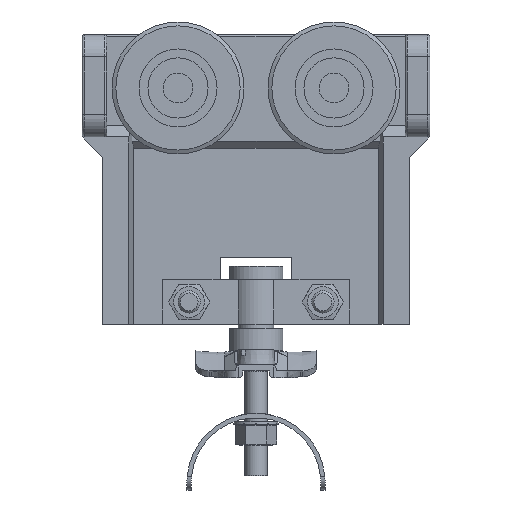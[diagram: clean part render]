
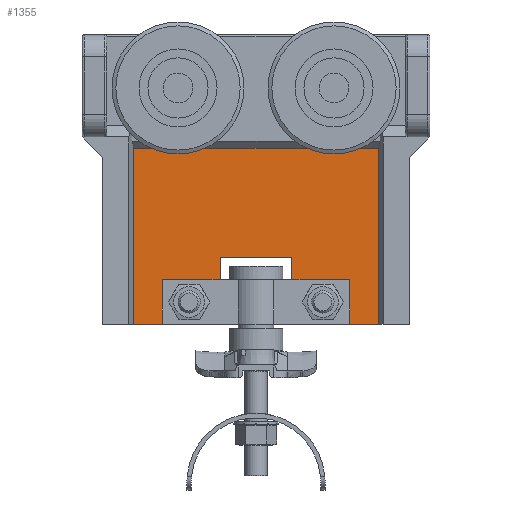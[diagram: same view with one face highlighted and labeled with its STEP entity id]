
A CAD part, front view. The second image highlights one B-rep face of the part: STEP entity #1355.
In plain terms, the highlighted planar face has unit normal (0, -1, 0).
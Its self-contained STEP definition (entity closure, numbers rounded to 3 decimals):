
#1355=ADVANCED_FACE('NONE',(#2707,#2708,#2709),#2710,.F.);
#2707=FACE_OUTER_BOUND('',#4842,.T.);
#2708=FACE_BOUND('',#4843,.T.);
#2709=FACE_BOUND('',#4844,.T.);
#2710=PLANE('',#4845);
#4842=EDGE_LOOP('',(#10859,#10860,#10861,#10862,#10863,#10864,#10865,#10866,#10867,#10868,#10869,#10870));
#4843=EDGE_LOOP('',(#10871));
#4844=EDGE_LOOP('',(#10872));
#4845=AXIS2_PLACEMENT_3D('',#10873,#10874,#10875);
#10859=ORIENTED_EDGE('',*,*,#15018,.F.);
#10860=ORIENTED_EDGE('',*,*,#15019,.F.);
#10861=ORIENTED_EDGE('',*,*,#15020,.F.);
#10862=ORIENTED_EDGE('',*,*,#15021,.F.);
#10863=ORIENTED_EDGE('',*,*,#15022,.F.);
#10864=ORIENTED_EDGE('',*,*,#15023,.F.);
#10865=ORIENTED_EDGE('',*,*,#15024,.F.);
#10866=ORIENTED_EDGE('',*,*,#15025,.F.);
#10867=ORIENTED_EDGE('',*,*,#15026,.F.);
#10868=ORIENTED_EDGE('',*,*,#15027,.T.);
#10869=ORIENTED_EDGE('',*,*,#15028,.T.);
#10870=ORIENTED_EDGE('',*,*,#15029,.F.);
#10871=ORIENTED_EDGE('',*,*,#15030,.F.);
#10872=ORIENTED_EDGE('',*,*,#15031,.F.);
#10873=CARTESIAN_POINT('',(58.077,-35.679,67.916));
#10874=DIRECTION('',(0.,1.,0.));
#10875=DIRECTION('',(1.,0.,0.));
#15018=EDGE_CURVE('NONE',#16808,#16809,#16810,.T.);
#15019=EDGE_CURVE('NONE',#16811,#16808,#16812,.T.);
#15020=EDGE_CURVE('NONE',#16813,#16811,#16814,.T.);
#15021=EDGE_CURVE('NONE',#16815,#16813,#16816,.T.);
#15022=EDGE_CURVE('NONE',#16817,#16815,#16818,.T.);
#15023=EDGE_CURVE('NONE',#16819,#16817,#16820,.T.);
#15024=EDGE_CURVE('NONE',#16821,#16819,#16822,.T.);
#15025=EDGE_CURVE('NONE',#16823,#16821,#16824,.T.);
#15026=EDGE_CURVE('NONE',#16825,#16823,#16826,.T.);
#15027=EDGE_CURVE('NONE',#16825,#16827,#16828,.T.);
#15028=EDGE_CURVE('NONE',#16827,#16829,#16830,.T.);
#15029=EDGE_CURVE('NONE',#16809,#16829,#16831,.T.);
#15030=EDGE_CURVE('NONE',#16832,#16832,#16833,.T.);
#15031=EDGE_CURVE('NONE',#16834,#16834,#16835,.T.);
#16808=VERTEX_POINT('NONE',#19464);
#16809=VERTEX_POINT('NONE',#19465);
#16810=LINE('',#19466,#19467);
#16811=VERTEX_POINT('NONE',#19468);
#16812=LINE('',#19469,#19470);
#16813=VERTEX_POINT('NONE',#19471);
#16814=LINE('',#19472,#19473);
#16815=VERTEX_POINT('NONE',#19474);
#16816=LINE('',#19475,#19476);
#16817=VERTEX_POINT('NONE',#19477);
#16818=LINE('',#19478,#19479);
#16819=VERTEX_POINT('NONE',#19480);
#16820=LINE('',#19481,#19482);
#16821=VERTEX_POINT('NONE',#19483);
#16822=LINE('',#19484,#19485);
#16823=VERTEX_POINT('NONE',#19486);
#16824=LINE('',#19487,#19488);
#16825=VERTEX_POINT('NONE',#19489);
#16826=LINE('',#19490,#19491);
#16827=VERTEX_POINT('NONE',#19492);
#16828=LINE('',#19493,#19494);
#16829=VERTEX_POINT('NONE',#19495);
#16830=LINE('',#19496,#19497);
#16831=LINE('',#19498,#19499);
#16832=VERTEX_POINT('',#19500);
#16833=CIRCLE('',#19501,2.75);
#16834=VERTEX_POINT('',#19502);
#16835=CIRCLE('',#19503,2.75);
#19464=CARTESIAN_POINT('',(81.005,-35.679,67.916));
#19465=CARTESIAN_POINT('',(58.077,-35.679,67.916));
#19466=CARTESIAN_POINT('',(58.077,-35.679,67.916));
#19467=VECTOR('',#23729,1.);
#19468=CARTESIAN_POINT('',(81.005,-35.679,77.916));
#19469=CARTESIAN_POINT('',(81.005,-35.679,77.916));
#19470=VECTOR('',#23730,1.);
#19471=CARTESIAN_POINT('',(77.505,-35.679,77.916));
#19472=CARTESIAN_POINT('',(77.505,-35.679,77.916));
#19473=VECTOR('',#23731,1.);
#19474=CARTESIAN_POINT('',(77.505,-35.679,82.916));
#19475=CARTESIAN_POINT('',(77.505,-35.679,82.916));
#19476=VECTOR('',#23732,1.);
#19477=CARTESIAN_POINT('',(93.505,-35.679,82.916));
#19478=CARTESIAN_POINT('',(93.505,-35.679,82.916));
#19479=VECTOR('',#23733,1.);
#19480=CARTESIAN_POINT('',(93.505,-35.679,77.916));
#19481=CARTESIAN_POINT('',(93.505,-35.679,77.916));
#19482=VECTOR('',#23734,1.);
#19483=CARTESIAN_POINT('',(90.005,-35.679,77.916));
#19484=CARTESIAN_POINT('',(90.005,-35.679,77.916));
#19485=VECTOR('',#23735,1.);
#19486=CARTESIAN_POINT('',(90.005,-35.679,67.916));
#19487=CARTESIAN_POINT('',(90.005,-35.679,67.916));
#19488=VECTOR('',#23736,1.);
#19489=CARTESIAN_POINT('',(112.933,-35.679,67.916));
#19490=CARTESIAN_POINT('',(58.077,-35.679,67.916));
#19491=VECTOR('',#23737,1.);
#19492=CARTESIAN_POINT('',(112.933,-35.679,107.416));
#19493=CARTESIAN_POINT('',(112.933,-35.679,67.916));
#19494=VECTOR('',#23738,1.);
#19495=CARTESIAN_POINT('',(58.077,-35.679,107.416));
#19496=CARTESIAN_POINT('',(119.005,-35.679,107.416));
#19497=VECTOR('',#23739,1.);
#19498=CARTESIAN_POINT('',(58.077,-35.679,67.916));
#19499=VECTOR('',#23740,1.);
#19500=CARTESIAN_POINT('',(70.505,-35.679,70.166));
#19501=AXIS2_PLACEMENT_3D('',#23741,#23742,#23743);
#19502=CARTESIAN_POINT('',(100.505,-35.679,70.166));
#19503=AXIS2_PLACEMENT_3D('',#23744,#23745,#23746);
#23729=DIRECTION('',(-1.,0.,0.));
#23730=DIRECTION('',(0.,0.,-1.));
#23731=DIRECTION('',(1.,0.,0.));
#23732=DIRECTION('',(0.,0.,-1.));
#23733=DIRECTION('',(-1.,0.,0.));
#23734=DIRECTION('',(0.,0.,1.));
#23735=DIRECTION('',(1.,0.,0.));
#23736=DIRECTION('',(0.,0.,1.));
#23737=DIRECTION('',(-1.,0.,0.));
#23738=DIRECTION('',(0.,0.,1.));
#23739=DIRECTION('',(-1.,0.,0.));
#23740=DIRECTION('',(0.,0.,1.));
#23741=CARTESIAN_POINT('',(70.505,-35.679,72.916));
#23742=DIRECTION('',(0.,-1.,0.));
#23743=DIRECTION('',(0.,0.,-1.));
#23744=CARTESIAN_POINT('',(100.505,-35.679,72.916));
#23745=DIRECTION('',(0.,-1.,0.));
#23746=DIRECTION('',(0.,0.,-1.));
